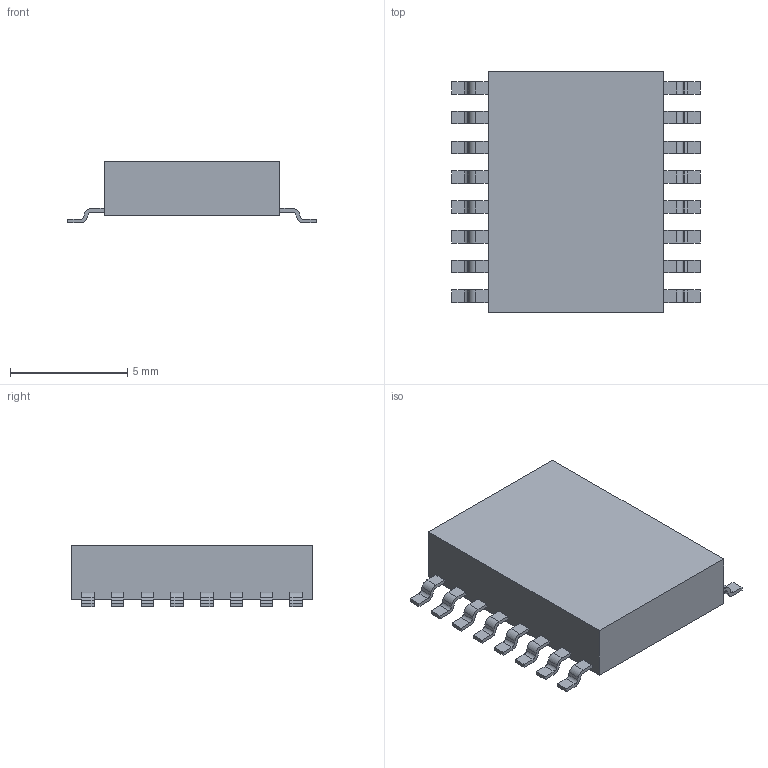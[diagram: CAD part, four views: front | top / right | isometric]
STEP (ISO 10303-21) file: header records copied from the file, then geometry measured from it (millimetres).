
FILE_DESCRIPTION(('STEP AP214'),'1');
FILE_NAME('SOIC-16W_SIL','2021-12-28T14:33:02',(''),(''),'','','');
FILE_SCHEMA(('AUTOMOTIVE_DESIGN'));
Length unit declared in the file: millimetre
Products named in the file (1): product
Bounding box: 10.6 x 10.31 x 2.64 mm (x, y, z)
Volume: 183 mm3; surface area: 280.6 mm2
Topology: 17 solids, 17 shells, 230 faces, 588 edges, 392 vertices
Faces by surface type: plane 166, cylinder 64
Entity records: 6665 total; most frequent: DIRECTION 1178, ORIENTED_EDGE 1176, CARTESIAN_POINT 687, EDGE_CURVE 588, LINE 460, VECTOR 460, VERTEX_POINT 392, AXIS2_PLACEMENT_3D 359
